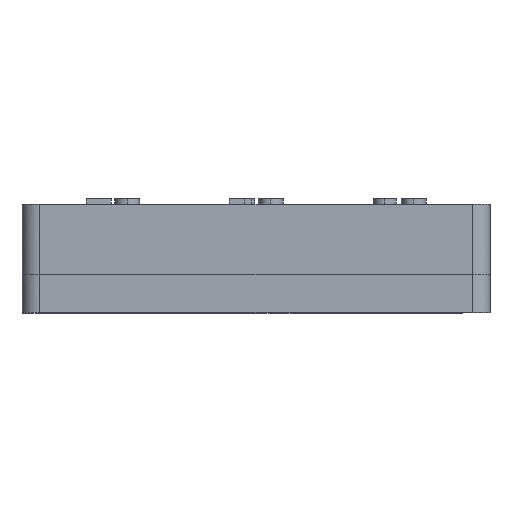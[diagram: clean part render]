
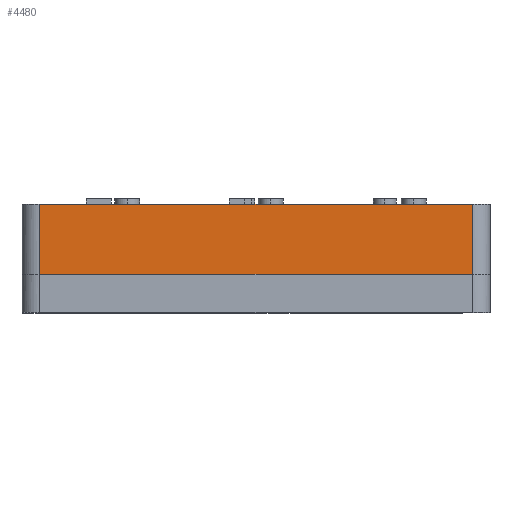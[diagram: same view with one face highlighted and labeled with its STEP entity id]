
A CAD part, top view. The second image highlights one B-rep face of the part: STEP entity #4480.
In plain terms, the highlighted free-form (B-spline) face has degree [1, 1] with [2, 2] control points.
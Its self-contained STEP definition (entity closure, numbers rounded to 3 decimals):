
#3503 = EDGE_CURVE('',#3504,#3506,#3508,.T.);
#3504 = VERTEX_POINT('',#3505);
#3505 = CARTESIAN_POINT('',(-20.925,10.463,
    11.311));
#3506 = VERTEX_POINT('',#3507);
#3507 = CARTESIAN_POINT('',(20.925,10.463,
    11.311));
#3508 = B_SPLINE_CURVE_WITH_KNOTS('',1,(#3509,#3510),.UNSPECIFIED.,.F.,
  .F.,(2,2),(1.5,38.5),.PIECEWISE_BEZIER_KNOTS.);
#3509 = CARTESIAN_POINT('',(-20.925,10.463,
    11.311));
#3510 = CARTESIAN_POINT('',(20.925,10.463,
    11.311));
#3907 = VERTEX_POINT('',#3908);
#3908 = CARTESIAN_POINT('',(20.925,3.676,
    11.311));
#3914 = EDGE_CURVE('',#3915,#3907,#3917,.T.);
#3915 = VERTEX_POINT('',#3916);
#3916 = CARTESIAN_POINT('',(-20.925,3.676,
    11.311));
#3917 = B_SPLINE_CURVE_WITH_KNOTS('',1,(#3918,#3919),.UNSPECIFIED.,.F.,
  .F.,(2,2),(1.5,38.5),.PIECEWISE_BEZIER_KNOTS.);
#3918 = CARTESIAN_POINT('',(-20.925,3.676,
    11.311));
#3919 = CARTESIAN_POINT('',(20.925,3.676,
    11.311));
#4480 = ADVANCED_FACE('',(#4481),#4495,.F.);
#4481 = FACE_BOUND('',#4482,.T.);
#4482 = EDGE_LOOP('',(#4483,#4484,#4489,#4490));
#4483 = ORIENTED_EDGE('',*,*,#3914,.T.);
#4484 = ORIENTED_EDGE('',*,*,#4485,.T.);
#4485 = EDGE_CURVE('',#3907,#3506,#4486,.T.);
#4486 = B_SPLINE_CURVE_WITH_KNOTS('',1,(#4487,#4488),.UNSPECIFIED.,.F.,
  .F.,(2,2),(-6.,0.),.PIECEWISE_BEZIER_KNOTS.);
#4487 = CARTESIAN_POINT('',(20.925,3.676,
    11.311));
#4488 = CARTESIAN_POINT('',(20.925,10.463,
    11.311));
#4489 = ORIENTED_EDGE('',*,*,#3503,.F.);
#4490 = ORIENTED_EDGE('',*,*,#4491,.T.);
#4491 = EDGE_CURVE('',#3504,#3915,#4492,.T.);
#4492 = B_SPLINE_CURVE_WITH_KNOTS('',1,(#4493,#4494),.UNSPECIFIED.,.F.,
  .F.,(2,2),(0.,6.),.PIECEWISE_BEZIER_KNOTS.);
#4493 = CARTESIAN_POINT('',(-20.925,10.463,
    11.311));
#4494 = CARTESIAN_POINT('',(-20.925,3.676,
    11.311));
#4495 = B_SPLINE_SURFACE_WITH_KNOTS('',1,1,(
    (#4496,#4497)
    ,(#4498,#4499
    )),.UNSPECIFIED.,.F.,.F.,.F.,(2,2),(2,2),(-38.5,-1.5),(-6.,0.),
  .PIECEWISE_BEZIER_KNOTS.);
#4496 = CARTESIAN_POINT('',(20.925,3.676,
    11.311));
#4497 = CARTESIAN_POINT('',(20.925,10.463,
    11.311));
#4498 = CARTESIAN_POINT('',(-20.925,3.676,
    11.311));
#4499 = CARTESIAN_POINT('',(-20.925,10.463,
    11.311));
